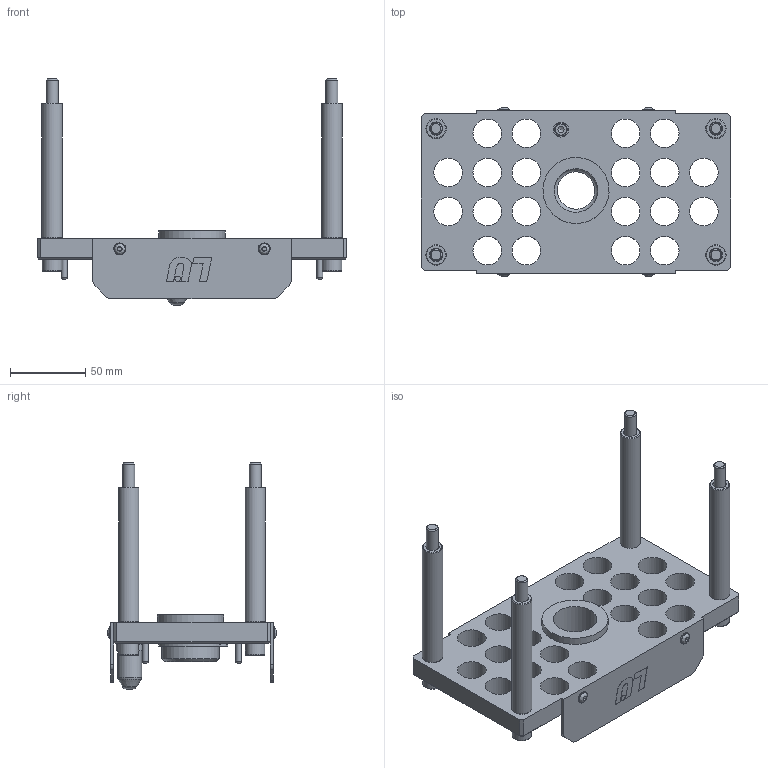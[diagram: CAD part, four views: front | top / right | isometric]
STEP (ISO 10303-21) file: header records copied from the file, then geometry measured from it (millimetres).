
FILE_DESCRIPTION(/* description */ (''),/* implementation_level */ '2;1');
FILE_NAME(/* name */ 'MKWF20.stp',/* time_stamp */ '2023-04-25T09:17:17+02:00',/* author */ ('meier'),/* organization */ (''),/* preprocessor_version */ 'ST-DEVELOPER v18.1',/* originating_system */ 'Autodesk Inventor 2022',/* authorisation */ '0 mm^3');
FILE_SCHEMA (('AUTOMOTIVE_DESIGN { 1 0 10303 214 3 1 1 }'));
Length unit declared in the file: millimetre
Products named in the file (1): LUE_00039367
Bounding box: 206 x 112.2 x 150.3 mm (x, y, z)
Volume: 302689.3 mm3; surface area: 120931.9 mm2
Topology: 1 solids, 17 shells, 1004 faces, 2571 edges, 1705 vertices
Faces by surface type: plane 465, bspline 390, cylinder 98, cone 38, torus 13
Full cylindrical faces by diameter (mm): 2.5 x2, 3.242 x4, 4 x16, 4.134 x1, 4.5 x4, 5 x1, 5.5 x1, 8 x8, 8.5 x1, 8.8 x4, 9 x4, 10 x2, 13 x4, 13.5 x4, 16 x1, 18 x1, 19 x20, 24.8 x1, 29 x1, 36 x1, 37.4 x1, 38 x2, 44 x1
Entity records: 36418 total; most frequent: CARTESIAN_POINT 13297, ORIENTED_EDGE 5110, DIRECTION 3340, EDGE_CURVE 2555, VERTEX_POINT 1705, LINE 1454, VECTOR 1454, EDGE_LOOP 1176
